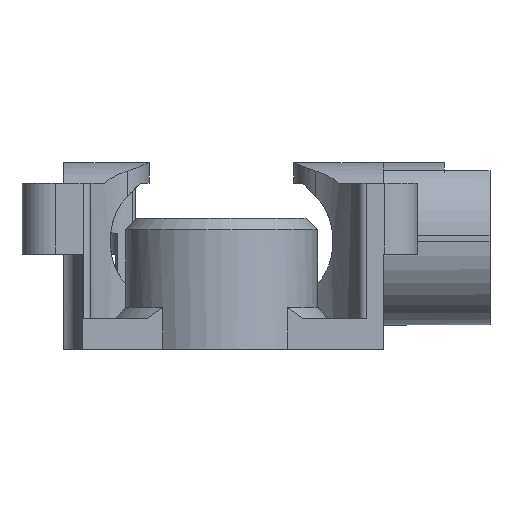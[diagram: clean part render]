
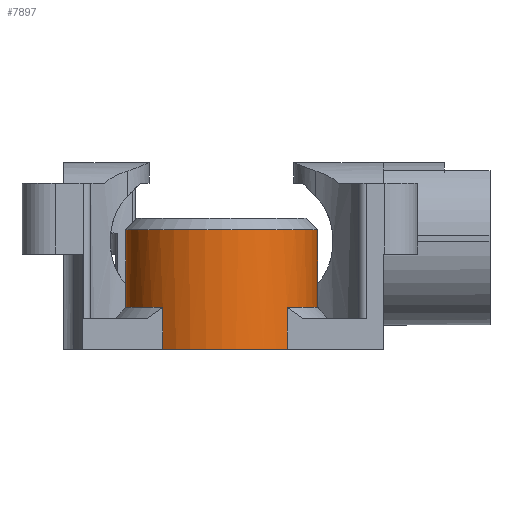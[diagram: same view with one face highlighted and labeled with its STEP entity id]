
A CAD part, left-side view. The second image highlights one B-rep face of the part: STEP entity #7897.
In plain terms, the highlighted cylindrical face has radius 12.6 mm (diameter 25.2 mm), a full revolution.
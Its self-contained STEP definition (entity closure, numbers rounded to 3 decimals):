
#301=CYLINDRICAL_SURFACE('',#8195,12.6);
#752=FACE_OUTER_BOUND('',#1203,.T.);
#1203=EDGE_LOOP('',(#6784,#6785,#6786,#6787,#6788,#6789,#6790,#6791,#6792,
#6793));
#2226=LINE('',#14978,#2763);
#2227=LINE('',#14980,#2764);
#2228=LINE('',#14987,#2765);
#2763=VECTOR('',#9084,12.6);
#2764=VECTOR('',#9085,10.);
#2765=VECTOR('',#9092,10.);
#2959=CIRCLE('',#8140,12.6);
#2969=CIRCLE('',#8150,12.6);
#2998=CIRCLE('',#8194,12.6);
#2999=CIRCLE('',#8196,12.6);
#3000=CIRCLE('',#8197,12.6);
#3001=CIRCLE('',#8198,12.6);
#3640=VERTEX_POINT('',#14847);
#3641=VERTEX_POINT('',#14848);
#3658=VERTEX_POINT('',#14882);
#3691=VERTEX_POINT('',#14974);
#3692=VERTEX_POINT('',#14979);
#3693=VERTEX_POINT('',#14981);
#3694=VERTEX_POINT('',#14983);
#3695=VERTEX_POINT('',#14985);
#4705=EDGE_CURVE('',#3640,#3641,#2959,.T.);
#4723=EDGE_CURVE('',#3641,#3658,#2969,.T.);
#4767=EDGE_CURVE('',#3691,#3691,#2998,.T.);
#4768=EDGE_CURVE('',#3691,#3641,#2226,.T.);
#4769=EDGE_CURVE('',#3692,#3658,#2227,.T.);
#4770=EDGE_CURVE('',#3693,#3692,#2999,.T.);
#4771=EDGE_CURVE('',#3694,#3693,#3000,.T.);
#4772=EDGE_CURVE('',#3695,#3694,#3001,.T.);
#4773=EDGE_CURVE('',#3640,#3695,#2228,.T.);
#6784=ORIENTED_EDGE('',*,*,#4767,.F.);
#6785=ORIENTED_EDGE('',*,*,#4768,.T.);
#6786=ORIENTED_EDGE('',*,*,#4723,.T.);
#6787=ORIENTED_EDGE('',*,*,#4769,.F.);
#6788=ORIENTED_EDGE('',*,*,#4770,.F.);
#6789=ORIENTED_EDGE('',*,*,#4771,.F.);
#6790=ORIENTED_EDGE('',*,*,#4772,.F.);
#6791=ORIENTED_EDGE('',*,*,#4773,.F.);
#6792=ORIENTED_EDGE('',*,*,#4705,.T.);
#6793=ORIENTED_EDGE('',*,*,#4768,.F.);
#7897=ADVANCED_FACE('',(#752),#301,.T.);
#8140=AXIS2_PLACEMENT_3D('',#14849,#8949,#8950);
#8150=AXIS2_PLACEMENT_3D('',#14884,#8977,#8978);
#8194=AXIS2_PLACEMENT_3D('',#14976,#9080,#9081);
#8195=AXIS2_PLACEMENT_3D('',#14977,#9082,#9083);
#8196=AXIS2_PLACEMENT_3D('',#14982,#9086,#9087);
#8197=AXIS2_PLACEMENT_3D('',#14984,#9088,#9089);
#8198=AXIS2_PLACEMENT_3D('',#14986,#9090,#9091);
#8949=DIRECTION('center_axis',(0.,0.,1.));
#8950=DIRECTION('ref_axis',(1.,0.,0.));
#8977=DIRECTION('center_axis',(0.,0.,1.));
#8978=DIRECTION('ref_axis',(1.,0.,0.));
#9080=DIRECTION('center_axis',(0.,0.,1.));
#9081=DIRECTION('ref_axis',(1.,0.,0.));
#9082=DIRECTION('center_axis',(0.,0.,1.));
#9083=DIRECTION('ref_axis',(1.,0.,0.));
#9084=DIRECTION('',(0.,0.,-1.));
#9085=DIRECTION('',(0.,0.,-1.));
#9086=DIRECTION('center_axis',(0.,0.,-1.));
#9087=DIRECTION('ref_axis',(1.,0.,0.));
#9088=DIRECTION('center_axis',(0.,0.,-1.));
#9089=DIRECTION('ref_axis',(1.,0.,0.));
#9090=DIRECTION('center_axis',(0.,0.,-1.));
#9091=DIRECTION('ref_axis',(1.,0.,0.));
#9092=DIRECTION('',(0.,0.,1.));
#14847=CARTESIAN_POINT('',(-31.201,7.729,0.));
#14848=CARTESIAN_POINT('',(-33.85,0.,0.));
#14849=CARTESIAN_POINT('Origin',(-21.25,0.,0.));
#14882=CARTESIAN_POINT('',(-30.47,-8.588,0.));
#14884=CARTESIAN_POINT('Origin',(-21.25,0.,0.));
#14974=CARTESIAN_POINT('',(-33.85,0.,15.7));
#14976=CARTESIAN_POINT('Origin',(-21.25,0.,15.7));
#14977=CARTESIAN_POINT('Origin',(-21.25,0.,0.));
#14978=CARTESIAN_POINT('',(-33.85,0.,0.));
#14979=CARTESIAN_POINT('',(-30.47,-8.588,5.5));
#14980=CARTESIAN_POINT('',(-30.47,-8.588,0.));
#14981=CARTESIAN_POINT('',(-21.25,-12.6,5.5));
#14982=CARTESIAN_POINT('Origin',(-21.25,0.,5.5));
#14983=CARTESIAN_POINT('',(-21.25,12.6,5.5));
#14984=CARTESIAN_POINT('Origin',(-21.25,0.,5.5));
#14985=CARTESIAN_POINT('',(-31.201,7.729,5.5));
#14986=CARTESIAN_POINT('Origin',(-21.25,0.,5.5));
#14987=CARTESIAN_POINT('',(-31.201,7.729,0.));
